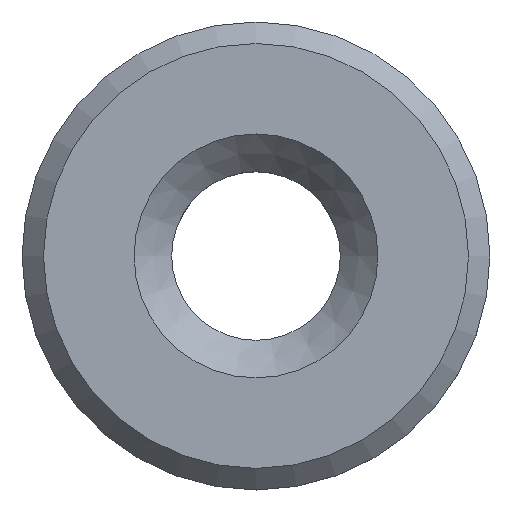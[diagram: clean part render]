
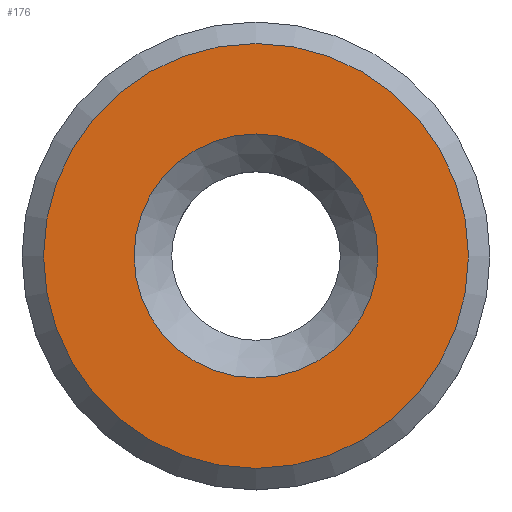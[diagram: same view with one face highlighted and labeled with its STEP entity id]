
A CAD part, top view. The second image highlights one B-rep face of the part: STEP entity #176.
In plain terms, the highlighted planar face has unit normal (0, 0, 1).
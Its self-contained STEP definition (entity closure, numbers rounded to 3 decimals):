
#23=PLANE('',#192);
#28=ORIENTED_EDGE('',*,*,#46,.T.);
#29=ORIENTED_EDGE('',*,*,#47,.T.);
#46=EDGE_CURVE('',#55,#55,#64,.T.);
#47=EDGE_CURVE('',#56,#56,#65,.F.);
#55=VERTEX_POINT('',#253);
#56=VERTEX_POINT('',#255);
#64=CIRCLE('',#193,1.134);
#65=CIRCLE('',#194,1.975);
#73=EDGE_LOOP('',(#28));
#74=EDGE_LOOP('',(#29));
#91=FACE_BOUND('',#73,.T.);
#92=FACE_BOUND('',#74,.T.);
#176=ADVANCED_FACE('',(#91,#92),#23,.F.);
#192=AXIS2_PLACEMENT_3D('',#251,#215,#216);
#193=AXIS2_PLACEMENT_3D('',#252,#217,#218);
#194=AXIS2_PLACEMENT_3D('',#254,#219,#220);
#215=DIRECTION('',(0.,0.,-1.));
#216=DIRECTION('',(-1.,0.,0.));
#217=DIRECTION('',(0.,0.,-1.));
#218=DIRECTION('',(-1.,0.,0.));
#219=DIRECTION('',(0.,0.,-1.));
#220=DIRECTION('',(-1.,0.,0.));
#251=CARTESIAN_POINT('',(0.,0.,1.4));
#252=CARTESIAN_POINT('',(0.,0.,1.4));
#253=CARTESIAN_POINT('',(-1.134,0.,1.4));
#254=CARTESIAN_POINT('',(0.,0.,1.4));
#255=CARTESIAN_POINT('',(-1.975,0.,1.4));
